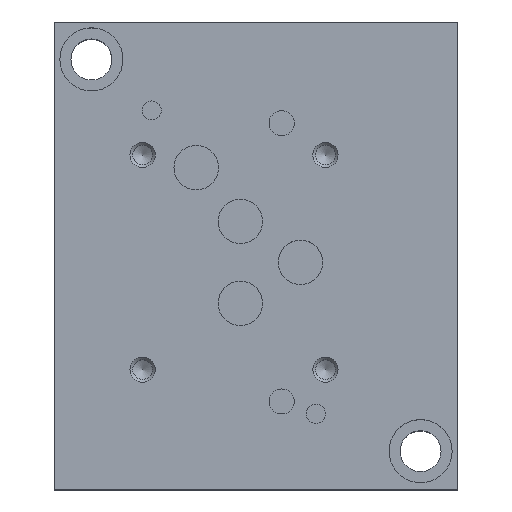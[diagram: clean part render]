
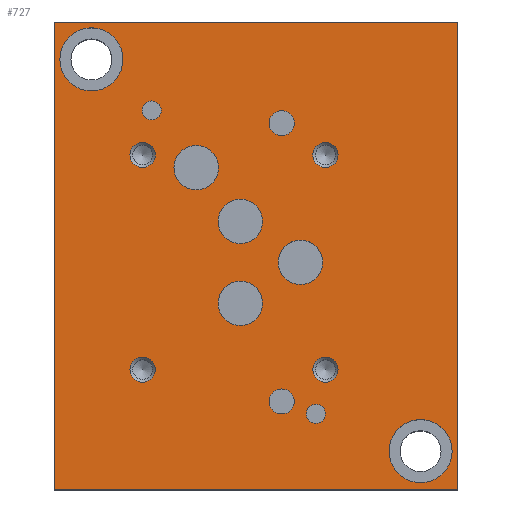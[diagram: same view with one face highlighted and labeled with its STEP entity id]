
A CAD part, top view. The second image highlights one B-rep face of the part: STEP entity #727.
In plain terms, the highlighted planar face has unit normal (0, 0, 1).
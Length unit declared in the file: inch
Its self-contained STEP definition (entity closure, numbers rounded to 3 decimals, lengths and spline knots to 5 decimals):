
#727 = ADVANCED_FACE( '', ( #1655, #1656, #1657, #1658, #1659, #1660, #1661, #1662, #1663, #1664, #1665, #1666, #1667, #1668, #1669 ), #1670, .F. );
#1655 = FACE_BOUND( '', #2789, .T. );
#1656 = FACE_BOUND( '', #2790, .T. );
#1657 = FACE_BOUND( '', #2791, .T. );
#1658 = FACE_BOUND( '', #2792, .T. );
#1659 = FACE_BOUND( '', #2793, .T. );
#1660 = FACE_BOUND( '', #2794, .T. );
#1661 = FACE_BOUND( '', #2795, .T. );
#1662 = FACE_BOUND( '', #2796, .T. );
#1663 = FACE_BOUND( '', #2797, .T. );
#1664 = FACE_BOUND( '', #2798, .T. );
#1665 = FACE_BOUND( '', #2799, .T. );
#1666 = FACE_BOUND( '', #2800, .T. );
#1667 = FACE_BOUND( '', #2801, .T. );
#1668 = FACE_BOUND( '', #2802, .T. );
#1669 = FACE_OUTER_BOUND( '', #2803, .T. );
#1670 = PLANE( '', #2804 );
#2789 = EDGE_LOOP( '', ( #4795 ) );
#2790 = EDGE_LOOP( '', ( #4796 ) );
#2791 = EDGE_LOOP( '', ( #4797 ) );
#2792 = EDGE_LOOP( '', ( #4798 ) );
#2793 = EDGE_LOOP( '', ( #4799 ) );
#2794 = EDGE_LOOP( '', ( #4800 ) );
#2795 = EDGE_LOOP( '', ( #4801 ) );
#2796 = EDGE_LOOP( '', ( #4802 ) );
#2797 = EDGE_LOOP( '', ( #4803 ) );
#2798 = EDGE_LOOP( '', ( #4804 ) );
#2799 = EDGE_LOOP( '', ( #4805 ) );
#2800 = EDGE_LOOP( '', ( #4806 ) );
#2801 = EDGE_LOOP( '', ( #4807 ) );
#2802 = EDGE_LOOP( '', ( #4808 ) );
#2803 = EDGE_LOOP( '', ( #4809, #4810, #4811, #4812 ) );
#2804 = AXIS2_PLACEMENT_3D( '', #4813, #4814, #4815 );
#4795 = ORIENTED_EDGE( '', *, *, #6851, .T. );
#4796 = ORIENTED_EDGE( '', *, *, #6852, .T. );
#4797 = ORIENTED_EDGE( '', *, *, #6117, .F. );
#4798 = ORIENTED_EDGE( '', *, *, #6853, .F. );
#4799 = ORIENTED_EDGE( '', *, *, #6366, .F. );
#4800 = ORIENTED_EDGE( '', *, *, #6174, .F. );
#4801 = ORIENTED_EDGE( '', *, *, #6854, .F. );
#4802 = ORIENTED_EDGE( '', *, *, #6742, .F. );
#4803 = ORIENTED_EDGE( '', *, *, #6855, .F. );
#4804 = ORIENTED_EDGE( '', *, *, #6414, .F. );
#4805 = ORIENTED_EDGE( '', *, *, #6856, .F. );
#4806 = ORIENTED_EDGE( '', *, *, #6603, .F. );
#4807 = ORIENTED_EDGE( '', *, *, #6857, .F. );
#4808 = ORIENTED_EDGE( '', *, *, #6858, .F. );
#4809 = ORIENTED_EDGE( '', *, *, #6859, .T. );
#4810 = ORIENTED_EDGE( '', *, *, #6818, .F. );
#4811 = ORIENTED_EDGE( '', *, *, #6860, .F. );
#4812 = ORIENTED_EDGE( '', *, *, #6861, .T. );
#4813 = CARTESIAN_POINT( '', ( 4., 4.63, 3. ) );
#4814 = DIRECTION( '', ( 0., 0., -1. ) );
#4815 = DIRECTION( '', ( -1., 0., 0. ) );
#6117 = EDGE_CURVE( '', #7196, #7196, #7197, .T. );
#6174 = EDGE_CURVE( '', #7297, #7297, #7298, .T. );
#6366 = EDGE_CURVE( '', #7620, #7620, #7621, .T. );
#6414 = EDGE_CURVE( '', #7697, #7697, #7698, .T. );
#6603 = EDGE_CURVE( '', #8005, #8005, #8006, .T. );
#6742 = EDGE_CURVE( '', #8211, #8211, #8212, .T. );
#6818 = EDGE_CURVE( '', #8316, #8314, #8318, .T. );
#6851 = EDGE_CURVE( '', #8363, #8363, #8364, .T. );
#6852 = EDGE_CURVE( '', #8365, #8365, #8366, .T. );
#6853 = EDGE_CURVE( '', #8367, #8367, #8368, .T. );
#6854 = EDGE_CURVE( '', #8369, #8369, #8370, .T. );
#6855 = EDGE_CURVE( '', #8371, #8371, #8372, .T. );
#6856 = EDGE_CURVE( '', #8373, #8373, #8374, .T. );
#6857 = EDGE_CURVE( '', #8375, #8375, #8376, .T. );
#6858 = EDGE_CURVE( '', #8377, #8377, #8378, .T. );
#6859 = EDGE_CURVE( '', #8379, #8314, #8380, .T. );
#6860 = EDGE_CURVE( '', #8381, #8316, #8382, .T. );
#6861 = EDGE_CURVE( '', #8381, #8379, #8383, .T. );
#7196 = VERTEX_POINT( '', #8788 );
#7197 = CIRCLE( '', #8789, 0.125 );
#7297 = VERTEX_POINT( '', #8923 );
#7298 = CIRCLE( '', #8924, 0.125 );
#7620 = VERTEX_POINT( '', #9347 );
#7621 = CIRCLE( '', #9348, 0.125 );
#7697 = VERTEX_POINT( '', #9455 );
#7698 = CIRCLE( '', #9456, 0.0945 );
#8005 = VERTEX_POINT( '', #9895 );
#8006 = CIRCLE( '', #9896, 0.2205 );
#8211 = VERTEX_POINT( '', #10181 );
#8212 = CIRCLE( '', #10182, 0.124 );
#8314 = VERTEX_POINT( '', #10326 );
#8316 = VERTEX_POINT( '', #10329 );
#8318 = LINE( '', #10332, #10333 );
#8363 = VERTEX_POINT( '', #10397 );
#8364 = CIRCLE( '', #10398, 0.3125 );
#8365 = VERTEX_POINT( '', #10399 );
#8366 = CIRCLE( '', #10400, 0.3125 );
#8367 = VERTEX_POINT( '', #10401 );
#8368 = CIRCLE( '', #10402, 0.125 );
#8369 = VERTEX_POINT( '', #10403 );
#8370 = CIRCLE( '', #10404, 0.124 );
#8371 = VERTEX_POINT( '', #10405 );
#8372 = CIRCLE( '', #10406, 0.0945 );
#8373 = VERTEX_POINT( '', #10407 );
#8374 = CIRCLE( '', #10408, 0.2205 );
#8375 = VERTEX_POINT( '', #10409 );
#8376 = CIRCLE( '', #10410, 0.2205 );
#8377 = VERTEX_POINT( '', #10411 );
#8378 = CIRCLE( '', #10412, 0.2205 );
#8379 = VERTEX_POINT( '', #10413 );
#8380 = LINE( '', #10414, #10415 );
#8381 = VERTEX_POINT( '', #10416 );
#8382 = LINE( '', #10417, #10418 );
#8383 = LINE( '', #10419, #10420 );
#8788 = CARTESIAN_POINT( '', ( 1.002, 3.313, 3. ) );
#8789 = AXIS2_PLACEMENT_3D( '', #10972, #10973, #10974 );
#8923 = CARTESIAN_POINT( '', ( 2.813, 3.313, 3. ) );
#8924 = AXIS2_PLACEMENT_3D( '', #11036, #11037, #11038 );
#9347 = CARTESIAN_POINT( '', ( 2.813, 1.187, 3. ) );
#9348 = AXIS2_PLACEMENT_3D( '', #11272, #11273, #11274 );
#9455 = CARTESIAN_POINT( '', ( 2.6875, 0.75, 3. ) );
#9456 = AXIS2_PLACEMENT_3D( '', #11324, #11325, #11326 );
#9895 = CARTESIAN_POINT( '', ( 2.0655, 2.655, 3. ) );
#9896 = AXIS2_PLACEMENT_3D( '', #11527, #11528, #11529 );
#10181 = CARTESIAN_POINT( '', ( 2.379, 3.628, 3. ) );
#10182 = AXIS2_PLACEMENT_3D( '', #11676, #11677, #11678 );
#10326 = CARTESIAN_POINT( '', ( 0., 0., 3. ) );
#10329 = CARTESIAN_POINT( '', ( 4., 0., 3. ) );
#10332 = CARTESIAN_POINT( '', ( 4., 0., 3. ) );
#10333 = VECTOR( '', #11756, 39.37008 );
#10397 = CARTESIAN_POINT( '', ( 3.3175, 0.38, 3. ) );
#10398 = AXIS2_PLACEMENT_3D( '', #11785, #11786, #11787 );
#10399 = CARTESIAN_POINT( '', ( 0.0575, 4.26, 3. ) );
#10400 = AXIS2_PLACEMENT_3D( '', #11788, #11789, #11790 );
#10401 = CARTESIAN_POINT( '', ( 1.002, 1.187, 3. ) );
#10402 = AXIS2_PLACEMENT_3D( '', #11791, #11792, #11793 );
#10403 = CARTESIAN_POINT( '', ( 2.379, 0.872, 3. ) );
#10404 = AXIS2_PLACEMENT_3D( '', #11794, #11795, #11796 );
#10405 = CARTESIAN_POINT( '', ( 1.0615, 3.754, 3. ) );
#10406 = AXIS2_PLACEMENT_3D( '', #11797, #11798, #11799 );
#10407 = CARTESIAN_POINT( '', ( 2.0655, 1.844, 3. ) );
#10408 = AXIS2_PLACEMENT_3D( '', #11800, #11801, #11802 );
#10409 = CARTESIAN_POINT( '', ( 1.6285, 3.187, 3. ) );
#10410 = AXIS2_PLACEMENT_3D( '', #11803, #11804, #11805 );
#10411 = CARTESIAN_POINT( '', ( 2.6605, 2.25, 3. ) );
#10412 = AXIS2_PLACEMENT_3D( '', #11806, #11807, #11808 );
#10413 = CARTESIAN_POINT( '', ( 0., 4.63, 3. ) );
#10414 = CARTESIAN_POINT( '', ( 0., 4.63, 3. ) );
#10415 = VECTOR( '', #11809, 39.37008 );
#10416 = CARTESIAN_POINT( '', ( 4., 4.63, 3. ) );
#10417 = CARTESIAN_POINT( '', ( 4., 4.63, 3. ) );
#10418 = VECTOR( '', #11810, 39.37008 );
#10419 = CARTESIAN_POINT( '', ( 4., 4.63, 3. ) );
#10420 = VECTOR( '', #11811, 39.37008 );
#10972 = CARTESIAN_POINT( '', ( 0.877, 3.313, 3. ) );
#10973 = DIRECTION( '', ( 0., 0., 1. ) );
#10974 = DIRECTION( '', ( 1., 0., 0. ) );
#11036 = CARTESIAN_POINT( '', ( 2.688, 3.313, 3. ) );
#11037 = DIRECTION( '', ( 0., 0., 1. ) );
#11038 = DIRECTION( '', ( 1., 0., 0. ) );
#11272 = CARTESIAN_POINT( '', ( 2.688, 1.187, 3. ) );
#11273 = DIRECTION( '', ( 0., 0., 1. ) );
#11274 = DIRECTION( '', ( 1., 0., 0. ) );
#11324 = CARTESIAN_POINT( '', ( 2.593, 0.75, 3. ) );
#11325 = DIRECTION( '', ( 0., 0., 1. ) );
#11326 = DIRECTION( '', ( 1., 0., 0. ) );
#11527 = CARTESIAN_POINT( '', ( 1.845, 2.655, 3. ) );
#11528 = DIRECTION( '', ( 0., 0., 1. ) );
#11529 = DIRECTION( '', ( 1., 0., 0. ) );
#11676 = CARTESIAN_POINT( '', ( 2.255, 3.628, 3. ) );
#11677 = DIRECTION( '', ( 0., 0., 1. ) );
#11678 = DIRECTION( '', ( 1., 0., 0. ) );
#11756 = DIRECTION( '', ( -1., 0., 0. ) );
#11785 = CARTESIAN_POINT( '', ( 3.63, 0.38, 3. ) );
#11786 = DIRECTION( '', ( 0., 0., -1. ) );
#11787 = DIRECTION( '', ( -1., 0., 0. ) );
#11788 = CARTESIAN_POINT( '', ( 0.37, 4.26, 3. ) );
#11789 = DIRECTION( '', ( 0., 0., -1. ) );
#11790 = DIRECTION( '', ( -1., 0., 0. ) );
#11791 = CARTESIAN_POINT( '', ( 0.877, 1.187, 3. ) );
#11792 = DIRECTION( '', ( 0., 0., 1. ) );
#11793 = DIRECTION( '', ( 1., 0., 0. ) );
#11794 = CARTESIAN_POINT( '', ( 2.255, 0.872, 3. ) );
#11795 = DIRECTION( '', ( 0., 0., 1. ) );
#11796 = DIRECTION( '', ( 1., 0., 0. ) );
#11797 = CARTESIAN_POINT( '', ( 0.967, 3.754, 3. ) );
#11798 = DIRECTION( '', ( 0., 0., 1. ) );
#11799 = DIRECTION( '', ( 1., 0., 0. ) );
#11800 = CARTESIAN_POINT( '', ( 1.845, 1.844, 3. ) );
#11801 = DIRECTION( '', ( 0., 0., 1. ) );
#11802 = DIRECTION( '', ( 1., 0., 0. ) );
#11803 = CARTESIAN_POINT( '', ( 1.408, 3.187, 3. ) );
#11804 = DIRECTION( '', ( 0., 0., 1. ) );
#11805 = DIRECTION( '', ( 1., 0., 0. ) );
#11806 = CARTESIAN_POINT( '', ( 2.44, 2.25, 3. ) );
#11807 = DIRECTION( '', ( 0., 0., 1. ) );
#11808 = DIRECTION( '', ( 1., 0., 0. ) );
#11809 = DIRECTION( '', ( 0., -1., 0. ) );
#11810 = DIRECTION( '', ( 0., -1., 0. ) );
#11811 = DIRECTION( '', ( -1., 0., 0. ) );
